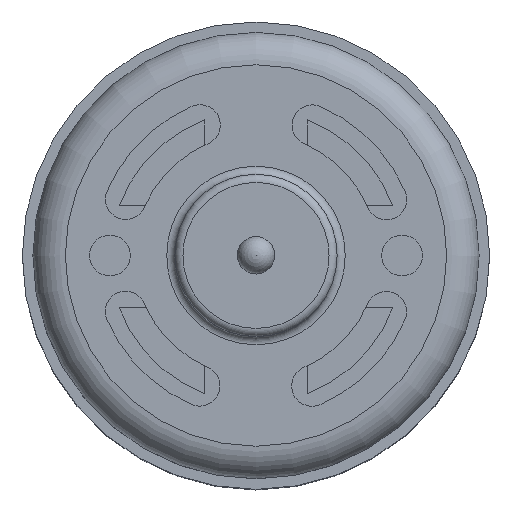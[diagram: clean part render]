
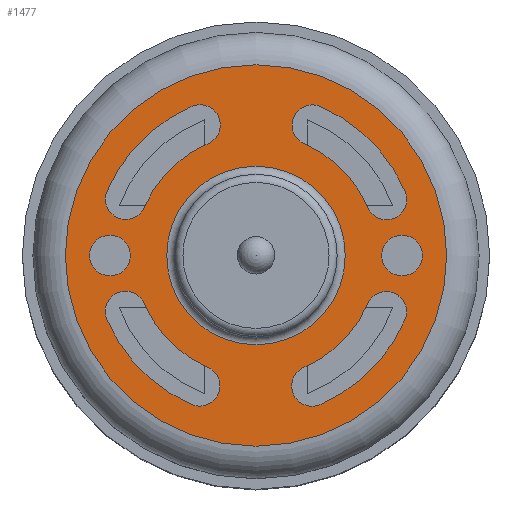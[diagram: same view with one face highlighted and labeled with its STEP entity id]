
A CAD part, top view. The second image highlights one B-rep face of the part: STEP entity #1477.
In plain terms, the highlighted planar face has unit normal (0, 0, 1).
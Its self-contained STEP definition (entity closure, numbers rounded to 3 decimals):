
#250=PLANE('',#1655);
#289=FACE_BOUND('',#517,.T.);
#290=FACE_BOUND('',#518,.T.);
#291=FACE_BOUND('',#519,.T.);
#292=FACE_BOUND('',#520,.T.);
#293=FACE_BOUND('',#521,.T.);
#294=FACE_BOUND('',#522,.T.);
#295=FACE_BOUND('',#523,.T.);
#390=FACE_OUTER_BOUND('',#516,.T.);
#516=EDGE_LOOP('',(#1290));
#517=EDGE_LOOP('',(#1291,#1292,#1293,#1294));
#518=EDGE_LOOP('',(#1295,#1296,#1297,#1298));
#519=EDGE_LOOP('',(#1299,#1300,#1301,#1302));
#520=EDGE_LOOP('',(#1303,#1304,#1305,#1306));
#521=EDGE_LOOP('',(#1307));
#522=EDGE_LOOP('',(#1308));
#523=EDGE_LOOP('',(#1309));
#586=CIRCLE('',#1591,1.25);
#588=CIRCLE('',#1594,10.);
#590=CIRCLE('',#1597,1.25);
#592=CIRCLE('',#1600,7.5);
#594=CIRCLE('',#1603,1.25);
#596=CIRCLE('',#1606,10.);
#598=CIRCLE('',#1609,1.25);
#600=CIRCLE('',#1612,7.5);
#602=CIRCLE('',#1615,1.25);
#604=CIRCLE('',#1618,10.);
#606=CIRCLE('',#1621,1.25);
#608=CIRCLE('',#1624,7.5);
#610=CIRCLE('',#1627,1.25);
#612=CIRCLE('',#1630,10.);
#614=CIRCLE('',#1633,1.25);
#616=CIRCLE('',#1636,7.5);
#618=CIRCLE('',#1639,1.25);
#620=CIRCLE('',#1642,1.25);
#626=CIRCLE('',#1654,5.5);
#627=CIRCLE('',#1656,11.75);
#725=VERTEX_POINT('',#2544);
#726=VERTEX_POINT('',#2546);
#728=VERTEX_POINT('',#2552);
#730=VERTEX_POINT('',#2558);
#733=VERTEX_POINT('',#2568);
#734=VERTEX_POINT('',#2570);
#736=VERTEX_POINT('',#2576);
#738=VERTEX_POINT('',#2582);
#741=VERTEX_POINT('',#2592);
#742=VERTEX_POINT('',#2594);
#744=VERTEX_POINT('',#2600);
#746=VERTEX_POINT('',#2606);
#749=VERTEX_POINT('',#2616);
#750=VERTEX_POINT('',#2618);
#752=VERTEX_POINT('',#2624);
#754=VERTEX_POINT('',#2630);
#756=VERTEX_POINT('',#2639);
#758=VERTEX_POINT('',#2644);
#764=VERTEX_POINT('',#2662);
#765=VERTEX_POINT('',#2665);
#899=EDGE_CURVE('',#726,#725,#586,.T.);
#902=EDGE_CURVE('',#728,#726,#588,.T.);
#905=EDGE_CURVE('',#730,#728,#590,.T.);
#908=EDGE_CURVE('',#725,#730,#592,.T.);
#911=EDGE_CURVE('',#734,#733,#594,.T.);
#914=EDGE_CURVE('',#736,#734,#596,.T.);
#917=EDGE_CURVE('',#738,#736,#598,.T.);
#920=EDGE_CURVE('',#733,#738,#600,.T.);
#923=EDGE_CURVE('',#742,#741,#602,.T.);
#926=EDGE_CURVE('',#744,#742,#604,.T.);
#929=EDGE_CURVE('',#746,#744,#606,.T.);
#932=EDGE_CURVE('',#741,#746,#608,.T.);
#935=EDGE_CURVE('',#750,#749,#610,.T.);
#938=EDGE_CURVE('',#752,#750,#612,.T.);
#941=EDGE_CURVE('',#754,#752,#614,.T.);
#944=EDGE_CURVE('',#749,#754,#616,.T.);
#946=EDGE_CURVE('',#756,#756,#618,.T.);
#948=EDGE_CURVE('',#758,#758,#620,.T.);
#954=EDGE_CURVE('',#764,#764,#626,.T.);
#955=EDGE_CURVE('',#765,#765,#627,.T.);
#1290=ORIENTED_EDGE('',*,*,#955,.F.);
#1291=ORIENTED_EDGE('',*,*,#905,.T.);
#1292=ORIENTED_EDGE('',*,*,#902,.T.);
#1293=ORIENTED_EDGE('',*,*,#899,.T.);
#1294=ORIENTED_EDGE('',*,*,#908,.T.);
#1295=ORIENTED_EDGE('',*,*,#917,.T.);
#1296=ORIENTED_EDGE('',*,*,#914,.T.);
#1297=ORIENTED_EDGE('',*,*,#911,.T.);
#1298=ORIENTED_EDGE('',*,*,#920,.T.);
#1299=ORIENTED_EDGE('',*,*,#929,.T.);
#1300=ORIENTED_EDGE('',*,*,#926,.T.);
#1301=ORIENTED_EDGE('',*,*,#923,.T.);
#1302=ORIENTED_EDGE('',*,*,#932,.T.);
#1303=ORIENTED_EDGE('',*,*,#941,.T.);
#1304=ORIENTED_EDGE('',*,*,#938,.T.);
#1305=ORIENTED_EDGE('',*,*,#935,.T.);
#1306=ORIENTED_EDGE('',*,*,#944,.T.);
#1307=ORIENTED_EDGE('',*,*,#946,.T.);
#1308=ORIENTED_EDGE('',*,*,#948,.T.);
#1309=ORIENTED_EDGE('',*,*,#954,.F.);
#1477=ADVANCED_FACE('',(#390,#289,#290,#291,#292,#293,#294,#295),#250,.F.);
#1591=AXIS2_PLACEMENT_3D('',#2547,#1955,#1956);
#1594=AXIS2_PLACEMENT_3D('',#2553,#1962,#1963);
#1597=AXIS2_PLACEMENT_3D('',#2559,#1969,#1970);
#1600=AXIS2_PLACEMENT_3D('',#2563,#1976,#1977);
#1603=AXIS2_PLACEMENT_3D('',#2571,#1983,#1984);
#1606=AXIS2_PLACEMENT_3D('',#2577,#1990,#1991);
#1609=AXIS2_PLACEMENT_3D('',#2583,#1997,#1998);
#1612=AXIS2_PLACEMENT_3D('',#2587,#2004,#2005);
#1615=AXIS2_PLACEMENT_3D('',#2595,#2011,#2012);
#1618=AXIS2_PLACEMENT_3D('',#2601,#2018,#2019);
#1621=AXIS2_PLACEMENT_3D('',#2607,#2025,#2026);
#1624=AXIS2_PLACEMENT_3D('',#2611,#2032,#2033);
#1627=AXIS2_PLACEMENT_3D('',#2619,#2039,#2040);
#1630=AXIS2_PLACEMENT_3D('',#2625,#2046,#2047);
#1633=AXIS2_PLACEMENT_3D('',#2631,#2053,#2054);
#1636=AXIS2_PLACEMENT_3D('',#2635,#2060,#2061);
#1639=AXIS2_PLACEMENT_3D('',#2640,#2066,#2067);
#1642=AXIS2_PLACEMENT_3D('',#2645,#2072,#2073);
#1654=AXIS2_PLACEMENT_3D('',#2663,#2096,#2097);
#1655=AXIS2_PLACEMENT_3D('',#2664,#2098,#2099);
#1656=AXIS2_PLACEMENT_3D('',#2666,#2100,#2101);
#1955=DIRECTION('center_axis',(0.,0.,-1.));
#1956=DIRECTION('ref_axis',(0.394,-0.919,0.));
#1962=DIRECTION('center_axis',(0.,0.,-1.));
#1963=DIRECTION('ref_axis',(-0.394,0.919,0.));
#1969=DIRECTION('center_axis',(0.,0.,-1.));
#1970=DIRECTION('ref_axis',(-0.918,0.397,0.));
#1976=DIRECTION('center_axis',(0.,0.,1.));
#1977=DIRECTION('ref_axis',(0.394,-0.919,0.));
#1983=DIRECTION('center_axis',(0.,0.,-1.));
#1984=DIRECTION('ref_axis',(-0.919,-0.394,0.));
#1990=DIRECTION('center_axis',(0.,0.,-1.));
#1991=DIRECTION('ref_axis',(0.919,0.394,0.));
#1997=DIRECTION('center_axis',(0.,0.,-1.));
#1998=DIRECTION('ref_axis',(0.397,0.918,0.));
#2004=DIRECTION('center_axis',(0.,0.,1.));
#2005=DIRECTION('ref_axis',(-0.919,-0.394,0.));
#2011=DIRECTION('center_axis',(0.,0.,-1.));
#2012=DIRECTION('ref_axis',(-0.394,0.919,0.));
#2018=DIRECTION('center_axis',(0.,0.,-1.));
#2019=DIRECTION('ref_axis',(0.394,-0.919,0.));
#2025=DIRECTION('center_axis',(0.,0.,-1.));
#2026=DIRECTION('ref_axis',(0.918,-0.397,0.));
#2032=DIRECTION('center_axis',(0.,0.,1.));
#2033=DIRECTION('ref_axis',(-0.394,0.919,0.));
#2039=DIRECTION('center_axis',(0.,0.,-1.));
#2040=DIRECTION('ref_axis',(0.919,0.394,0.));
#2046=DIRECTION('center_axis',(0.,0.,-1.));
#2047=DIRECTION('ref_axis',(-0.919,-0.394,0.));
#2053=DIRECTION('center_axis',(0.,0.,-1.));
#2054=DIRECTION('ref_axis',(-0.397,-0.918,0.));
#2060=DIRECTION('center_axis',(0.,0.,1.));
#2061=DIRECTION('ref_axis',(0.919,0.394,0.));
#2066=DIRECTION('center_axis',(0.,0.,-1.));
#2067=DIRECTION('ref_axis',(-1.,0.,0.));
#2072=DIRECTION('center_axis',(0.,0.,-1.));
#2073=DIRECTION('ref_axis',(1.,0.,0.));
#2096=DIRECTION('center_axis',(0.,0.,1.));
#2097=DIRECTION('ref_axis',(-1.,0.,0.));
#2098=DIRECTION('center_axis',(0.,0.,-1.));
#2099=DIRECTION('ref_axis',(-1.,0.,0.));
#2100=DIRECTION('center_axis',(0.,0.,-1.));
#2101=DIRECTION('ref_axis',(-1.,0.,0.));
#2544=CARTESIAN_POINT('',(2.956,-6.893,23.05));
#2546=CARTESIAN_POINT('',(3.942,-9.19,23.05));
#2547=CARTESIAN_POINT('Origin',(3.449,-8.042,23.05));
#2552=CARTESIAN_POINT('',(9.179,-3.968,23.05));
#2553=CARTESIAN_POINT('Origin',(0.,0.,23.05));
#2558=CARTESIAN_POINT('',(6.884,-2.976,23.05));
#2559=CARTESIAN_POINT('Origin',(8.032,-3.472,23.05));
#2563=CARTESIAN_POINT('Origin',(0.,0.,23.05));
#2568=CARTESIAN_POINT('',(-6.893,-2.956,23.05));
#2570=CARTESIAN_POINT('',(-9.19,-3.942,23.05));
#2571=CARTESIAN_POINT('Origin',(-8.042,-3.449,23.05));
#2576=CARTESIAN_POINT('',(-3.968,-9.179,23.05));
#2577=CARTESIAN_POINT('Origin',(0.,0.,23.05));
#2582=CARTESIAN_POINT('',(-2.976,-6.884,23.05));
#2583=CARTESIAN_POINT('Origin',(-3.472,-8.032,23.05));
#2587=CARTESIAN_POINT('Origin',(0.,0.,23.05));
#2592=CARTESIAN_POINT('',(-2.956,6.893,23.05));
#2594=CARTESIAN_POINT('',(-3.942,9.19,23.05));
#2595=CARTESIAN_POINT('Origin',(-3.449,8.042,23.05));
#2600=CARTESIAN_POINT('',(-9.179,3.968,23.05));
#2601=CARTESIAN_POINT('Origin',(0.,0.,23.05));
#2606=CARTESIAN_POINT('',(-6.884,2.976,23.05));
#2607=CARTESIAN_POINT('Origin',(-8.032,3.472,23.05));
#2611=CARTESIAN_POINT('Origin',(0.,0.,23.05));
#2616=CARTESIAN_POINT('',(6.893,2.956,23.05));
#2618=CARTESIAN_POINT('',(9.19,3.942,23.05));
#2619=CARTESIAN_POINT('Origin',(8.042,3.449,23.05));
#2624=CARTESIAN_POINT('',(3.968,9.179,23.05));
#2625=CARTESIAN_POINT('Origin',(0.,0.,23.05));
#2630=CARTESIAN_POINT('',(2.976,6.884,23.05));
#2631=CARTESIAN_POINT('Origin',(3.472,8.032,23.05));
#2635=CARTESIAN_POINT('Origin',(0.,0.,23.05));
#2639=CARTESIAN_POINT('',(-10.25,0.,23.05));
#2640=CARTESIAN_POINT('Origin',(-9.,0.,23.05));
#2644=CARTESIAN_POINT('',(10.25,0.,23.05));
#2645=CARTESIAN_POINT('Origin',(9.,0.,23.05));
#2662=CARTESIAN_POINT('',(5.5,0.,23.05));
#2663=CARTESIAN_POINT('Origin',(0.,0.,23.05));
#2664=CARTESIAN_POINT('Origin',(0.,0.,23.05));
#2665=CARTESIAN_POINT('',(11.75,0.,23.05));
#2666=CARTESIAN_POINT('Origin',(0.,0.,23.05));
